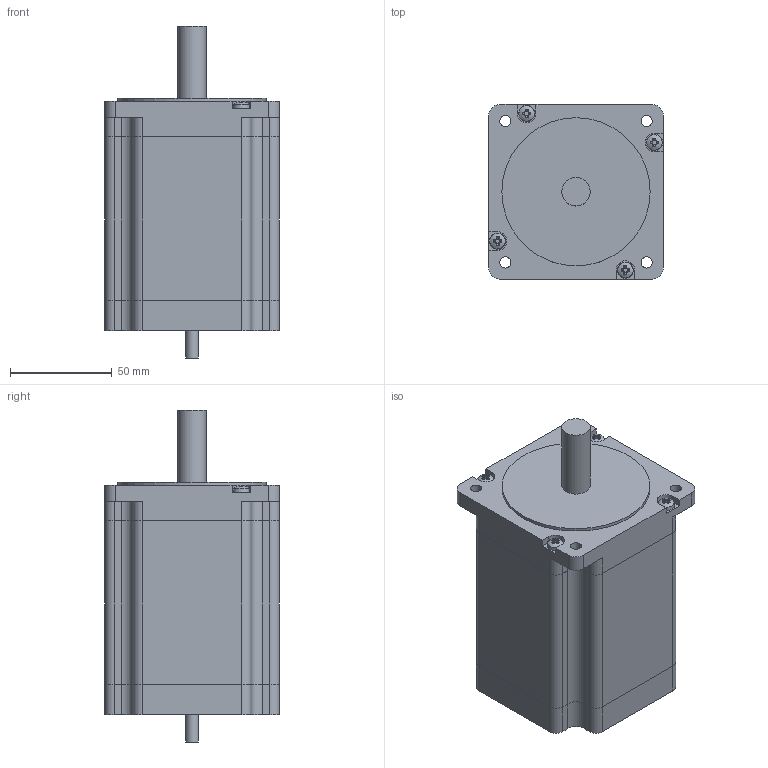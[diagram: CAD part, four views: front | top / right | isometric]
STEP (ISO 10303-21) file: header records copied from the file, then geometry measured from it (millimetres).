
FILE_DESCRIPTION(/* description */ (''),/* implementation_level */ '2;1');
FILE_NAME(/* name */ 'DB87M.stp',/* time_stamp */ '2015-09-09T11:30:06+02:00',/* author */ ('schneid_a'),/* organization */ (''),/* preprocessor_version */ 'ST-DEVELOPER v16.1',/* originating_system */ 'Autodesk Inventor 2016',/* authorisation */ '');
FILE_SCHEMA (('AUTOMOTIVE_DESIGN { 1 0 10303 214 3 1 1 }'));
Length unit declared in the file: centimetre
Products named in the file (1): DB87M
Bounding box: 86 x 86 x 163.5 mm (x, y, z)
Volume: 762870.8 mm3; surface area: 82756.6 mm2
Topology: 9 solids, 9 shells, 283 faces, 761 edges, 501 vertices
Faces by surface type: plane 139, cylinder 70, cone 66, sphere 4, torus 4
Full cylindrical faces by diameter (mm): 1.567 x2, 2.459 x4, 3.65 x4, 4 x8, 5.5 x4, 6.35 x1, 8 x1, 14 x1, 73 x1
Entity records: 8854 total; most frequent: CARTESIAN_POINT 1652, DIRECTION 1464, ORIENTED_EDGE 1384, EDGE_CURVE 692, AXIS2_PLACEMENT_3D 568, VERTEX_POINT 484, EDGE_LOOP 358, LINE 328
